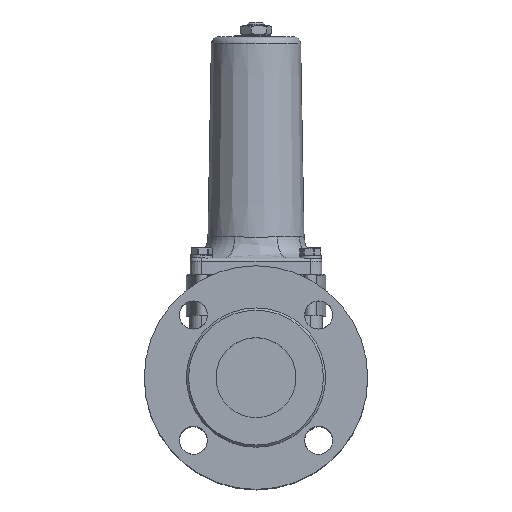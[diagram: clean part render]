
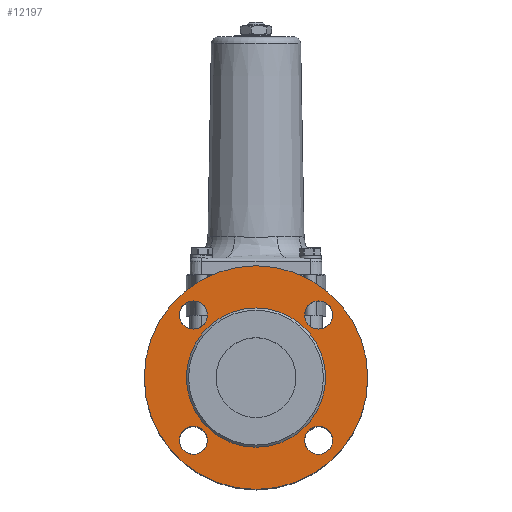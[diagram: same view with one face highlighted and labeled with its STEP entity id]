
A CAD part, top view. The second image highlights one B-rep face of the part: STEP entity #12197.
In plain terms, the highlighted planar face has unit normal (0, 0, 1).
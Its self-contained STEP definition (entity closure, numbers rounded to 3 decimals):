
#131=FACE_BOUND('',#3055,.T.);
#132=FACE_BOUND('',#3056,.T.);
#133=FACE_BOUND('',#3057,.T.);
#134=FACE_BOUND('',#3058,.T.);
#135=FACE_BOUND('',#3059,.T.);
#1617=PLANE('',#13009);
#1838=CIRCLE('',#12998,9.55);
#1839=CIRCLE('',#13000,9.55);
#1840=CIRCLE('',#13002,9.55);
#1841=CIRCLE('',#13004,9.55);
#1843=CIRCLE('',#13008,47.45);
#1844=CIRCLE('',#13010,76.2);
#2312=FACE_OUTER_BOUND('',#3054,.T.);
#3054=EDGE_LOOP('',(#7766));
#3055=EDGE_LOOP('',(#7767));
#3056=EDGE_LOOP('',(#7768));
#3057=EDGE_LOOP('',(#7769));
#3058=EDGE_LOOP('',(#7770));
#3059=EDGE_LOOP('',(#7771));
#4610=VERTEX_POINT('',#20016);
#4613=VERTEX_POINT('',#20060);
#4616=VERTEX_POINT('',#20104);
#4619=VERTEX_POINT('',#20148);
#4623=VERTEX_POINT('',#20195);
#4624=VERTEX_POINT('',#20199);
#5819=EDGE_CURVE('',#4610,#4610,#1838,.T.);
#5823=EDGE_CURVE('',#4613,#4613,#1839,.T.);
#5827=EDGE_CURVE('',#4616,#4616,#1840,.T.);
#5831=EDGE_CURVE('',#4619,#4619,#1841,.T.);
#5836=EDGE_CURVE('',#4623,#4623,#1843,.T.);
#5838=EDGE_CURVE('',#4624,#4624,#1844,.T.);
#7766=ORIENTED_EDGE('',*,*,#5838,.T.);
#7767=ORIENTED_EDGE('',*,*,#5819,.T.);
#7768=ORIENTED_EDGE('',*,*,#5823,.T.);
#7769=ORIENTED_EDGE('',*,*,#5827,.T.);
#7770=ORIENTED_EDGE('',*,*,#5831,.T.);
#7771=ORIENTED_EDGE('',*,*,#5836,.F.);
#12197=ADVANCED_FACE('',(#2312,#131,#132,#133,#134,#135),#1617,.F.);
#12998=AXIS2_PLACEMENT_3D('',#20017,#14209,#14210);
#13000=AXIS2_PLACEMENT_3D('',#20061,#14214,#14215);
#13002=AXIS2_PLACEMENT_3D('',#20105,#14219,#14220);
#13004=AXIS2_PLACEMENT_3D('',#20149,#14224,#14225);
#13008=AXIS2_PLACEMENT_3D('',#20196,#14233,#14234);
#13009=AXIS2_PLACEMENT_3D('',#20198,#14236,#14237);
#13010=AXIS2_PLACEMENT_3D('',#20200,#14238,#14239);
#14209=DIRECTION('center_axis',(0.,0.,
-1.));
#14210=DIRECTION('ref_axis',(0.,1.,0.));
#14214=DIRECTION('center_axis',(0.,0.,
-1.));
#14215=DIRECTION('ref_axis',(-1.,0.,0.));
#14219=DIRECTION('center_axis',(0.,0.,
-1.));
#14220=DIRECTION('ref_axis',(0.,-1.,0.));
#14224=DIRECTION('center_axis',(0.,0.,
-1.));
#14225=DIRECTION('ref_axis',(1.,0.,0.));
#14233=DIRECTION('center_axis',(0.,0.,
1.));
#14234=DIRECTION('ref_axis',(1.,0.,0.));
#14236=DIRECTION('center_axis',(0.,0.,
-1.));
#14237=DIRECTION('ref_axis',(-1.,0.,0.));
#14238=DIRECTION('center_axis',(0.,0.,
1.));
#14239=DIRECTION('ref_axis',(1.,0.,0.));
#20016=CARTESIAN_POINT('',(-42.674,33.124,113.5));
#20017=CARTESIAN_POINT('Origin',(-42.674,42.674,113.5));
#20060=CARTESIAN_POINT('',(-33.124,-42.674,113.5));
#20061=CARTESIAN_POINT('Origin',(-42.674,-42.674,113.5));
#20104=CARTESIAN_POINT('',(42.674,-33.124,113.5));
#20105=CARTESIAN_POINT('Origin',(42.674,-42.674,113.5));
#20148=CARTESIAN_POINT('',(33.124,42.674,113.5));
#20149=CARTESIAN_POINT('Origin',(42.674,42.674,113.5));
#20195=CARTESIAN_POINT('',(0.,-47.45,113.5));
#20196=CARTESIAN_POINT('Origin',(0.,0.,
113.5));
#20198=CARTESIAN_POINT('Origin',(0.,76.2,113.5));
#20199=CARTESIAN_POINT('',(0.,-76.2,113.5));
#20200=CARTESIAN_POINT('Origin',(0.,0.,
113.5));
